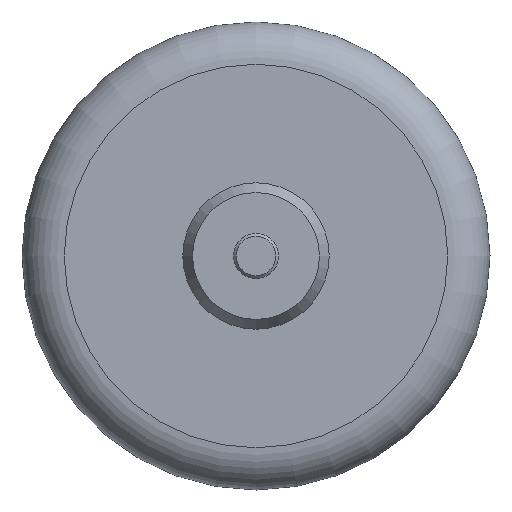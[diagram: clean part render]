
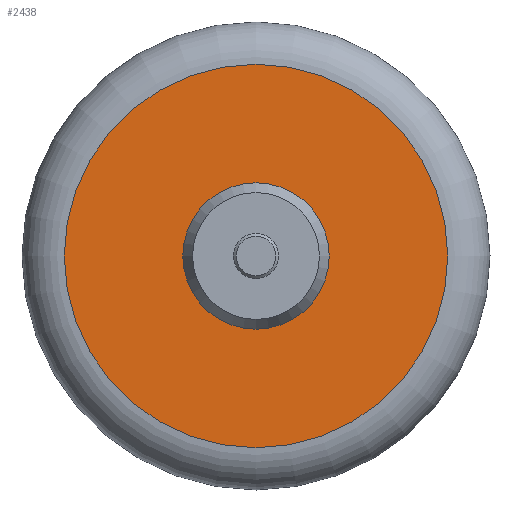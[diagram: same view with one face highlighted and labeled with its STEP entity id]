
A CAD part, front view. The second image highlights one B-rep face of the part: STEP entity #2438.
In plain terms, the highlighted planar face has unit normal (0, -1, 0).
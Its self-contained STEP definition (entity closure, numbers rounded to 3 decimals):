
#29=CIRCLE('',#2546,25.964);
#30=CIRCLE('',#2547,68.);
#273=ORIENTED_EDGE('',*,*,#803,.T.);
#274=ORIENTED_EDGE('',*,*,#804,.T.);
#803=EDGE_CURVE('',#1068,#1068,#29,.T.);
#804=EDGE_CURVE('',#1069,#1069,#30,.F.);
#1068=VERTEX_POINT('',#3479);
#1069=VERTEX_POINT('',#3481);
#1477=EDGE_LOOP('',(#273));
#1478=EDGE_LOOP('',(#274));
#1591=FACE_BOUND('',#1477,.T.);
#1592=FACE_BOUND('',#1478,.T.);
#1703=PLANE('',#2545);
#2438=ADVANCED_FACE('',(#1591,#1592),#1703,.F.);
#2545=AXIS2_PLACEMENT_3D('',#3477,#2843,#2844);
#2546=AXIS2_PLACEMENT_3D('',#3478,#2845,#2846);
#2547=AXIS2_PLACEMENT_3D('',#3480,#2847,#2848);
#2843=DIRECTION('',(0.,1.,0.));
#2844=DIRECTION('',(0.,0.,1.));
#2845=DIRECTION('',(0.,1.,0.));
#2846=DIRECTION('',(0.,0.,1.));
#2847=DIRECTION('',(0.,1.,0.));
#2848=DIRECTION('',(0.,0.,1.));
#3477=CARTESIAN_POINT('',(0.,0.,0.));
#3478=CARTESIAN_POINT('',(0.,0.,0.));
#3479=CARTESIAN_POINT('',(0.,0.,25.964));
#3480=CARTESIAN_POINT('',(0.,0.,0.));
#3481=CARTESIAN_POINT('',(0.,0.,68.));
